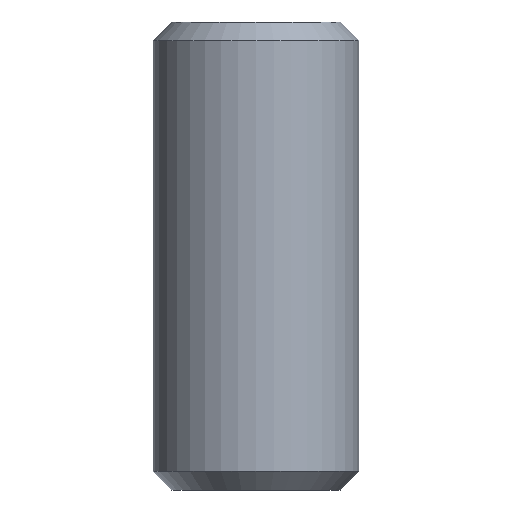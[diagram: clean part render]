
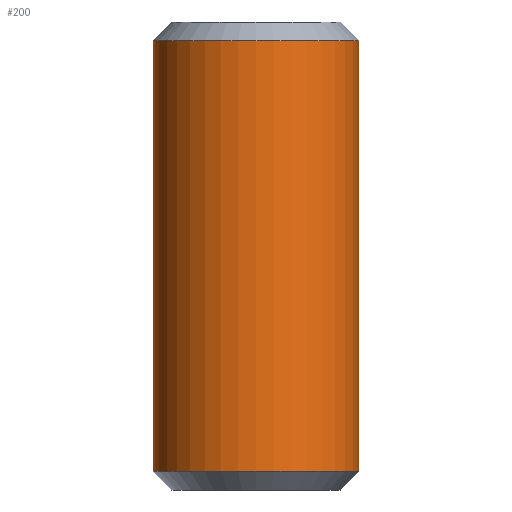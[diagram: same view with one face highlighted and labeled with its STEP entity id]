
A CAD part, front view. The second image highlights one B-rep face of the part: STEP entity #200.
In plain terms, the highlighted cylindrical face has radius 5.5 mm (diameter 11 mm), a full revolution.
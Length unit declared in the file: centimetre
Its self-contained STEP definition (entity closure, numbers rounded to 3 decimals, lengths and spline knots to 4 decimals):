
#108=CIRCLE('',#209,0.55);
#109=CIRCLE('',#210,0.55);
#115=VERTEX_POINT('',#316);
#117=VERTEX_POINT('',#387);
#118=VERTEX_POINT('',#390);
#119=VERTEX_POINT('',#392);
#125=B_SPLINE_CURVE_WITH_KNOTS('',3,(#282,#283,#284,#285,#286,#287,#288,
#289,#290,#291,#292,#293,#294,#295,#296,#297,#298,#299,#300,#301,#302,#303,
#304,#305,#306,#307,#308,#309,#310,#311,#312,#313,#314,#315),
 .UNSPECIFIED.,.T.,.U.,(4,2,2,2,2,2,2,2,2,2,2,2,2,2,2,2,4),(0.,0.0568,
0.1136,0.1704,0.2273,0.2841,
0.3409,0.3977,0.4545,0.5113,
0.5682,0.625,0.6818,0.7386,
0.7954,0.8522,0.909),.UNSPECIFIED.);
#127=B_SPLINE_CURVE_WITH_KNOTS('',3,(#353,#354,#355,#356,#357,#358,#359,
#360,#361,#362,#363,#364,#365,#366,#367,#368,#369,#370,#371,#372,#373,#374,
#375,#376,#377,#378,#379,#380,#381,#382,#383,#384,#385,#386),
 .UNSPECIFIED.,.T.,.U.,(4,2,2,2,2,2,2,2,2,2,2,2,2,2,2,2,4),(0.,0.0568,
0.1136,0.1704,0.2273,0.2841,
0.3409,0.3977,0.4545,0.5113,
0.5682,0.625,0.6818,0.7386,
0.7954,0.8522,0.909),.UNSPECIFIED.);
#129=EDGE_CURVE('',#115,#115,#125,.T.);
#131=EDGE_CURVE('',#117,#117,#127,.T.);
#132=EDGE_CURVE('',#118,#118,#108,.T.);
#133=EDGE_CURVE('',#119,#119,#109,.T.);
#142=ORIENTED_EDGE('',*,*,#132,.F.);
#143=ORIENTED_EDGE('',*,*,#133,.F.);
#144=ORIENTED_EDGE('',*,*,#131,.T.);
#145=ORIENTED_EDGE('',*,*,#129,.T.);
#162=EDGE_LOOP('',(#142));
#163=EDGE_LOOP('',(#143));
#164=EDGE_LOOP('',(#144));
#165=EDGE_LOOP('',(#145));
#182=FACE_BOUND('',#162,.T.);
#183=FACE_BOUND('',#163,.T.);
#184=FACE_BOUND('',#164,.T.);
#185=FACE_BOUND('',#165,.T.);
#200=ADVANCED_FACE('',(#182,#183,#184,#185),#408,.T.);
#208=AXIS2_PLACEMENT_3D('',#388,#224,#225);
#209=AXIS2_PLACEMENT_3D('',#389,#226,#227);
#210=AXIS2_PLACEMENT_3D('',#391,#228,#229);
#224=DIRECTION('',(0.,0.,1.));
#225=DIRECTION('',(0.55,0.,0.));
#226=DIRECTION('',(0.,0.,-1.));
#227=DIRECTION('',(-0.55,0.,0.));
#228=DIRECTION('',(0.,0.,1.));
#229=DIRECTION('',(-0.55,0.,0.));
#282=CARTESIAN_POINT('',(-0.15,0.5292,0.725));
#283=CARTESIAN_POINT('',(-0.15,0.5292,0.7061));
#284=CARTESIAN_POINT('',(-0.1462,0.5303,0.6859));
#285=CARTESIAN_POINT('',(-0.1309,0.5343,0.649));
#286=CARTESIAN_POINT('',(-0.1193,0.5371,0.6322));
#287=CARTESIAN_POINT('',(-0.0928,0.5423,0.6057));
#288=CARTESIAN_POINT('',(-0.076,0.545,0.5941));
#289=CARTESIAN_POINT('',(-0.0391,0.5489,0.5788));
#290=CARTESIAN_POINT('',(-0.0189,0.55,0.575));
#291=CARTESIAN_POINT('',(0.0189,0.55,0.575));
#292=CARTESIAN_POINT('',(0.0391,0.5489,0.5788));
#293=CARTESIAN_POINT('',(0.076,0.545,0.5941));
#294=CARTESIAN_POINT('',(0.0928,0.5423,0.6057));
#295=CARTESIAN_POINT('',(0.1193,0.5371,0.6322));
#296=CARTESIAN_POINT('',(0.1309,0.5343,0.649));
#297=CARTESIAN_POINT('',(0.1462,0.5303,0.6859));
#298=CARTESIAN_POINT('',(0.15,0.5292,0.7061));
#299=CARTESIAN_POINT('',(0.15,0.5292,0.7439));
#300=CARTESIAN_POINT('',(0.1462,0.5303,0.7641));
#301=CARTESIAN_POINT('',(0.1309,0.5343,0.801));
#302=CARTESIAN_POINT('',(0.1193,0.5371,0.8178));
#303=CARTESIAN_POINT('',(0.0928,0.5423,0.8443));
#304=CARTESIAN_POINT('',(0.076,0.545,0.8559));
#305=CARTESIAN_POINT('',(0.0391,0.5489,0.8712));
#306=CARTESIAN_POINT('',(0.0189,0.55,0.875));
#307=CARTESIAN_POINT('',(-0.0189,0.55,0.875));
#308=CARTESIAN_POINT('',(-0.0391,0.5489,0.8712));
#309=CARTESIAN_POINT('',(-0.076,0.545,0.8559));
#310=CARTESIAN_POINT('',(-0.0928,0.5423,0.8443));
#311=CARTESIAN_POINT('',(-0.1193,0.5371,0.8178));
#312=CARTESIAN_POINT('',(-0.1309,0.5343,0.801));
#313=CARTESIAN_POINT('',(-0.1462,0.5303,0.7641));
#314=CARTESIAN_POINT('',(-0.15,0.5292,0.7439));
#315=CARTESIAN_POINT('',(-0.15,0.5292,0.725));
#316=CARTESIAN_POINT('',(-0.15,0.5292,0.725));
#353=CARTESIAN_POINT('',(-0.15,0.5292,-0.725));
#354=CARTESIAN_POINT('',(-0.15,0.5292,-0.7439));
#355=CARTESIAN_POINT('',(-0.1462,0.5303,-0.7641));
#356=CARTESIAN_POINT('',(-0.1309,0.5343,-0.801));
#357=CARTESIAN_POINT('',(-0.1193,0.5371,-0.8178));
#358=CARTESIAN_POINT('',(-0.0928,0.5423,-0.8443));
#359=CARTESIAN_POINT('',(-0.076,0.545,-0.8559));
#360=CARTESIAN_POINT('',(-0.0391,0.5489,-0.8712));
#361=CARTESIAN_POINT('',(-0.0189,0.55,-0.875));
#362=CARTESIAN_POINT('',(0.0189,0.55,-0.875));
#363=CARTESIAN_POINT('',(0.0391,0.5489,-0.8712));
#364=CARTESIAN_POINT('',(0.076,0.545,-0.8559));
#365=CARTESIAN_POINT('',(0.0928,0.5423,-0.8443));
#366=CARTESIAN_POINT('',(0.1193,0.5371,-0.8178));
#367=CARTESIAN_POINT('',(0.1309,0.5343,-0.801));
#368=CARTESIAN_POINT('',(0.1462,0.5303,-0.7641));
#369=CARTESIAN_POINT('',(0.15,0.5292,-0.7439));
#370=CARTESIAN_POINT('',(0.15,0.5292,-0.7061));
#371=CARTESIAN_POINT('',(0.1462,0.5303,-0.6859));
#372=CARTESIAN_POINT('',(0.1309,0.5343,-0.649));
#373=CARTESIAN_POINT('',(0.1193,0.5371,-0.6322));
#374=CARTESIAN_POINT('',(0.0928,0.5423,-0.6057));
#375=CARTESIAN_POINT('',(0.076,0.545,-0.5941));
#376=CARTESIAN_POINT('',(0.0391,0.5489,-0.5788));
#377=CARTESIAN_POINT('',(0.0189,0.55,-0.575));
#378=CARTESIAN_POINT('',(-0.0189,0.55,-0.575));
#379=CARTESIAN_POINT('',(-0.0391,0.5489,-0.5788));
#380=CARTESIAN_POINT('',(-0.076,0.545,-0.5941));
#381=CARTESIAN_POINT('',(-0.0928,0.5423,-0.6057));
#382=CARTESIAN_POINT('',(-0.1193,0.5371,-0.6322));
#383=CARTESIAN_POINT('',(-0.1309,0.5343,-0.649));
#384=CARTESIAN_POINT('',(-0.1462,0.5303,-0.6859));
#385=CARTESIAN_POINT('',(-0.15,0.5292,-0.7061));
#386=CARTESIAN_POINT('',(-0.15,0.5292,-0.725));
#387=CARTESIAN_POINT('',(-0.15,0.5292,-0.725));
#388=CARTESIAN_POINT('',(0.,0.,-1.25));
#389=CARTESIAN_POINT('',(0.,0.,-1.15));
#390=CARTESIAN_POINT('',(0.55,0.,-1.15));
#391=CARTESIAN_POINT('',(0.,0.,1.15));
#392=CARTESIAN_POINT('',(0.55,0.,1.15));
#408=CYLINDRICAL_SURFACE('',#208,0.55);
